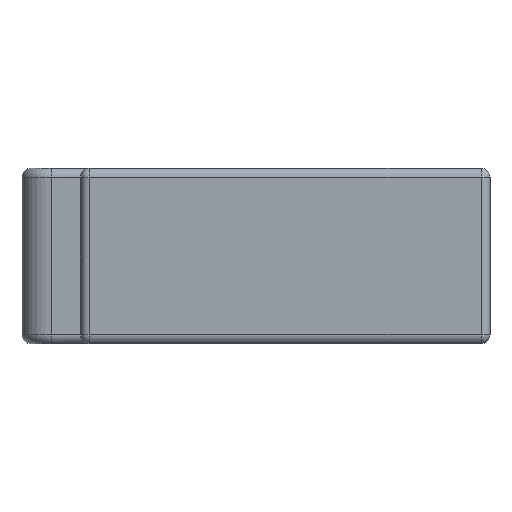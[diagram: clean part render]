
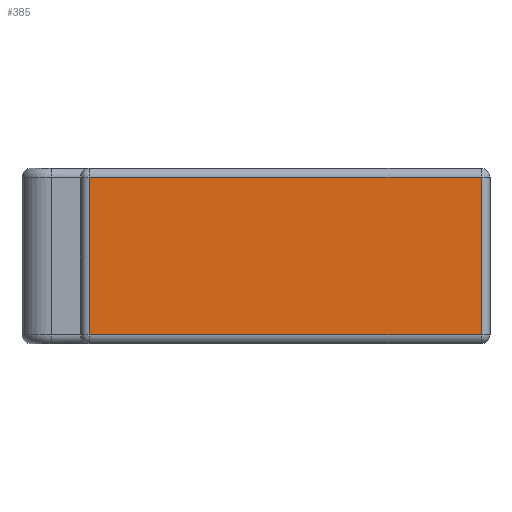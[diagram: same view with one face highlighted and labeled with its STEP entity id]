
A CAD part, left-side view. The second image highlights one B-rep face of the part: STEP entity #385.
In plain terms, the highlighted planar face has unit normal (-1, 0, 0).
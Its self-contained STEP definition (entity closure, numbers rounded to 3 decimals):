
#6 = CARTESIAN_POINT ( 'NONE',  ( -53., -38.5, 13.5 ) ) ;
#385 = ADVANCED_FACE ( 'NONE', ( #1352 ), #5030, .F. ) ;
#700 = ORIENTED_EDGE ( 'NONE', *, *, #4071, .T. ) ;
#704 = CARTESIAN_POINT ( 'NONE',  ( -53., 28.5, 13.5 ) ) ;
#728 = LINE ( 'NONE', #2687, #5486 ) ;
#771 = DIRECTION ( 'NONE',  ( 0., 1., 0. ) ) ;
#780 = CARTESIAN_POINT ( 'NONE',  ( -53., -38.5, -13.5 ) ) ;
#793 = VERTEX_POINT ( 'NONE', #6 ) ;
#795 = DIRECTION ( 'NONE',  ( 0., -1., 0. ) ) ;
#1023 = CARTESIAN_POINT ( 'NONE',  ( -53., 28.5, -13.5 ) ) ;
#1135 = EDGE_CURVE ( 'NONE', #793, #6121, #4843, .T. ) ;
#1331 = ORIENTED_EDGE ( 'NONE', *, *, #3870, .T. ) ;
#1352 = FACE_OUTER_BOUND ( 'NONE', #4345, .T. ) ;
#1798 = AXIS2_PLACEMENT_3D ( 'NONE', #2666, #3609, #771 ) ;
#1915 = DIRECTION ( 'NONE',  ( 0., 1., 0. ) ) ;
#2107 = ORIENTED_EDGE ( 'NONE', *, *, #1135, .T. ) ;
#2161 = CARTESIAN_POINT ( 'NONE',  ( -53., 28.5, 15. ) ) ;
#2436 = CARTESIAN_POINT ( 'NONE',  ( -53., 30., 13.5 ) ) ;
#2646 = DIRECTION ( 'NONE',  ( 0., 0., -1. ) ) ;
#2666 = CARTESIAN_POINT ( 'NONE',  ( -53., 30., 15. ) ) ;
#2687 = CARTESIAN_POINT ( 'NONE',  ( -53., 30., -13.5 ) ) ;
#2864 = VERTEX_POINT ( 'NONE', #780 ) ;
#3165 = VERTEX_POINT ( 'NONE', #1023 ) ;
#3187 = LINE ( 'NONE', #2161, #5421 ) ;
#3435 = VECTOR ( 'NONE', #1915, 1000. ) ;
#3609 = DIRECTION ( 'NONE',  ( 1., 0., 0. ) ) ;
#3617 = LINE ( 'NONE', #4102, #4738 ) ;
#3870 = EDGE_CURVE ( 'NONE', #3165, #2864, #728, .T. ) ;
#3957 = ORIENTED_EDGE ( 'NONE', *, *, #4934, .T. ) ;
#4071 = EDGE_CURVE ( 'NONE', #2864, #793, #3617, .T. ) ;
#4102 = CARTESIAN_POINT ( 'NONE',  ( -53., -38.5, 15. ) ) ;
#4345 = EDGE_LOOP ( 'NONE', ( #2107, #3957, #1331, #700 ) ) ;
#4577 = DIRECTION ( 'NONE',  ( 0., 0., 1. ) ) ;
#4738 = VECTOR ( 'NONE', #4577, 1000. ) ;
#4843 = LINE ( 'NONE', #2436, #3435 ) ;
#4934 = EDGE_CURVE ( 'NONE', #6121, #3165, #3187, .T. ) ;
#5030 = PLANE ( 'NONE',  #1798 ) ;
#5421 = VECTOR ( 'NONE', #2646, 1000. ) ;
#5486 = VECTOR ( 'NONE', #795, 1000. ) ;
#6121 = VERTEX_POINT ( 'NONE', #704 ) ;
